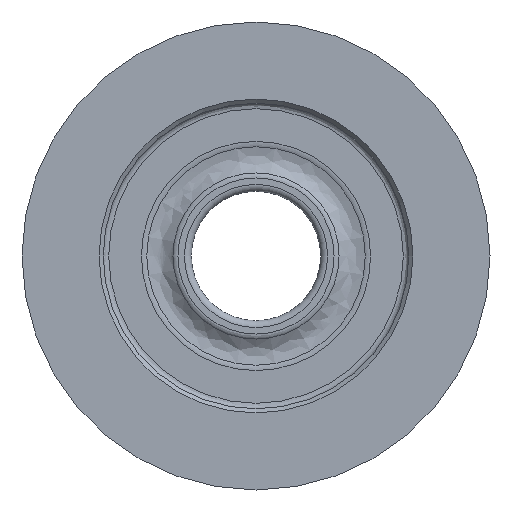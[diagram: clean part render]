
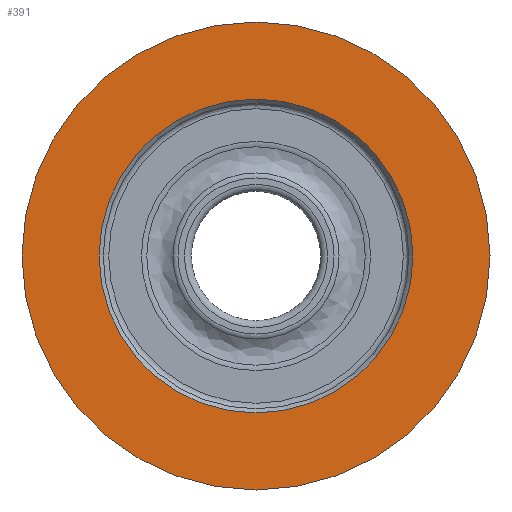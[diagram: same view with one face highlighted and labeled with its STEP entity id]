
A CAD part, left-side view. The second image highlights one B-rep face of the part: STEP entity #391.
In plain terms, the highlighted planar face has unit normal (-1, 0, 0).
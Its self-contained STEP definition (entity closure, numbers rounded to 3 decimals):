
#357=CARTESIAN_POINT('',(-22.0,11.4,0.0));
#358=VERTEX_POINT('',#357);
#359=CARTESIAN_POINT('',(-22.0,0.0,0.0));
#360=DIRECTION('',(1.0,0.0,0.0));
#361=DIRECTION('',(0.0,1.0,0.0));
#362=AXIS2_PLACEMENT_3D('',#359,#360,#361);
#363=CIRCLE('',#362,11.4);
#364=EDGE_CURVE('',#358,#358,#363,.T.);
#372=CARTESIAN_POINT('',(-22.0,14.2,0.0));
#373=DIRECTION('',(-1.0,0.0,0.0));
#374=DIRECTION('',(0.0,0.0,1.0));
#375=AXIS2_PLACEMENT_3D('',#372,#373,#374);
#376=PLANE('',#375);
#377=CARTESIAN_POINT('',(-22.0,17.,0.0));
#378=VERTEX_POINT('',#377);
#379=CARTESIAN_POINT('',(-22.0,0.0,0.0));
#380=DIRECTION('',(1.0,0.0,0.0));
#381=DIRECTION('',(0.0,1.0,0.0));
#382=AXIS2_PLACEMENT_3D('',#379,#380,#381);
#383=CIRCLE('',#382,17.);
#384=EDGE_CURVE('',#378,#378,#383,.T.);
#385=ORIENTED_EDGE('',*,*,#384,.F.);
#386=EDGE_LOOP('',(#385));
#387=FACE_OUTER_BOUND('',#386,.T.);
#388=ORIENTED_EDGE('',*,*,#364,.T.);
#389=EDGE_LOOP('',(#388));
#390=FACE_BOUND('',#389,.T.);
#391=ADVANCED_FACE('',(#387,#390),#376,.T.);
